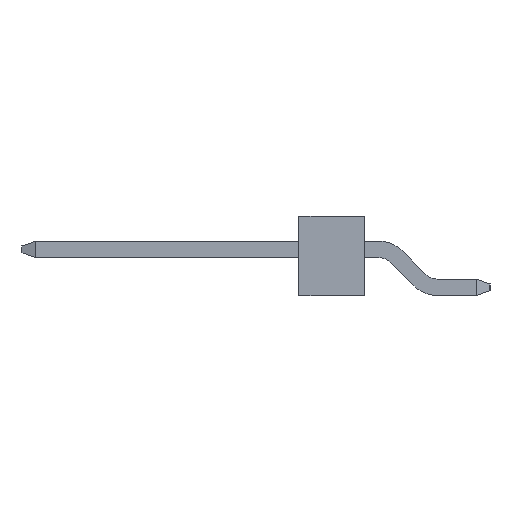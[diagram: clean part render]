
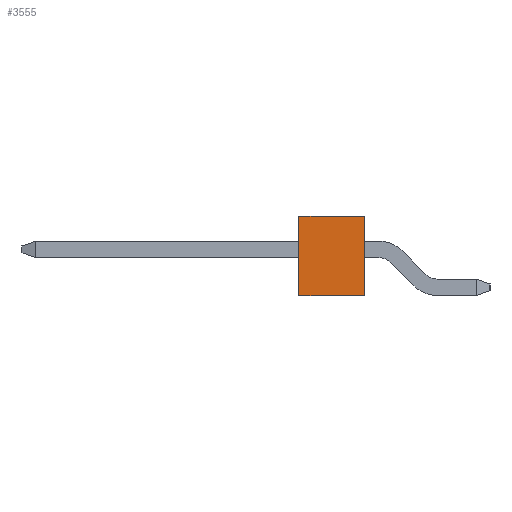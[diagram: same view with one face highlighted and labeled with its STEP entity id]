
A CAD part, left-side view. The second image highlights one B-rep face of the part: STEP entity #3555.
In plain terms, the highlighted face is planar.
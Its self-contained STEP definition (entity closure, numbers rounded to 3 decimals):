
#698 = VERTEX_POINT('',#699);
#699 = CARTESIAN_POINT('',(13.97,-1.524,-1.27));
#705 = EDGE_CURVE('',#706,#698,#708,.T.);
#706 = VERTEX_POINT('',#707);
#707 = CARTESIAN_POINT('',(13.97,-1.524,1.27));
#708 = LINE('',#709,#710);
#709 = CARTESIAN_POINT('',(13.97,-1.524,1.27));
#710 = VECTOR('',#711,1.);
#711 = DIRECTION('',(0.,0.,-1.));
#1235 = EDGE_CURVE('',#706,#1236,#1238,.T.);
#1236 = VERTEX_POINT('',#1237);
#1237 = CARTESIAN_POINT('',(13.97,1.524,1.27));
#1238 = LINE('',#1239,#1240);
#1239 = CARTESIAN_POINT('',(13.97,-1.524,1.27));
#1240 = VECTOR('',#1241,1.);
#1241 = DIRECTION('',(0.,1.,0.));
#2536 = VERTEX_POINT('',#2537);
#2537 = CARTESIAN_POINT('',(13.97,1.524,-1.27));
#2543 = EDGE_CURVE('',#698,#2536,#2544,.T.);
#2544 = LINE('',#2545,#2546);
#2545 = CARTESIAN_POINT('',(13.97,-1.524,-1.27));
#2546 = VECTOR('',#2547,1.);
#2547 = DIRECTION('',(0.,1.,0.));
#2784 = EDGE_CURVE('',#1236,#2536,#2785,.T.);
#2785 = LINE('',#2786,#2787);
#2786 = CARTESIAN_POINT('',(13.97,1.524,1.27));
#2787 = VECTOR('',#2788,1.);
#2788 = DIRECTION('',(0.,0.,-1.));
#3555 = ADVANCED_FACE('',(#3556),#3562,.F.);
#3556 = FACE_BOUND('',#3557,.T.);
#3557 = EDGE_LOOP('',(#3558,#3559,#3560,#3561));
#3558 = ORIENTED_EDGE('',*,*,#2543,.T.);
#3559 = ORIENTED_EDGE('',*,*,#2784,.F.);
#3560 = ORIENTED_EDGE('',*,*,#1235,.F.);
#3561 = ORIENTED_EDGE('',*,*,#705,.T.);
#3562 = PLANE('',#3563);
#3563 = AXIS2_PLACEMENT_3D('',#3564,#3565,#3566);
#3564 = CARTESIAN_POINT('',(13.97,-1.524,1.27));
#3565 = DIRECTION('',(-1.,0.,0.));
#3566 = DIRECTION('',(0.,0.,1.));
